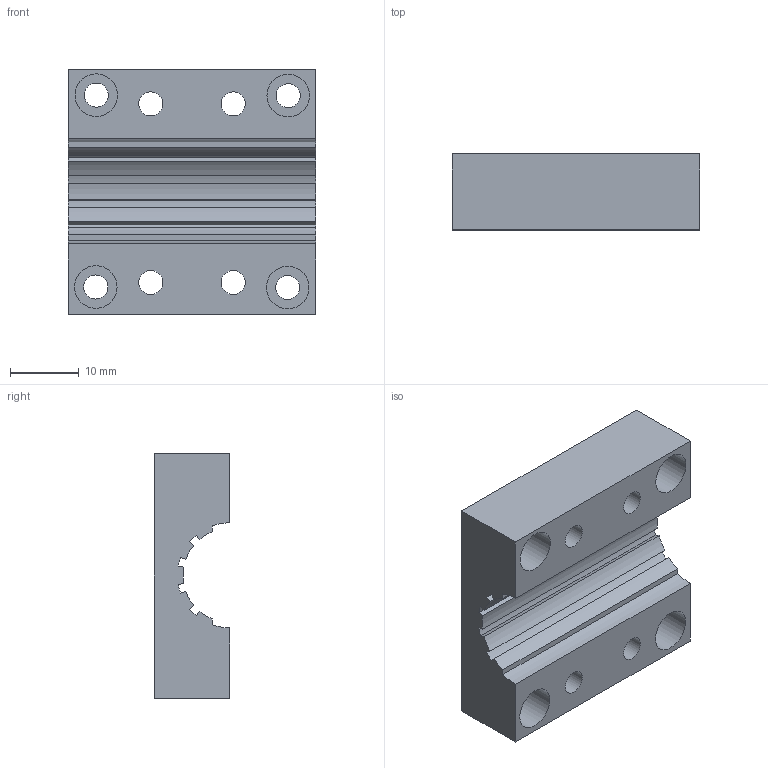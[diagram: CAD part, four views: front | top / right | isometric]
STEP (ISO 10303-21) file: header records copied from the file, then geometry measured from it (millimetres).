
FILE_DESCRIPTION(/* description */ ('','CAx-IF Rec.Pracs.---Representation and Presentation of Product Manufacturing Information (PMI)---4.0---2014-10-13'),/* implementation_level */ '2;1');
FILE_NAME(/* name */ 'Holding_adapter_15mm_v1 v6.step',/* time_stamp */ '2025-03-26T00:10:42+01:00',/* author */ (''),/* organization */ (''),/* preprocessor_version */ 'ST-DEVELOPER v20',/* originating_system */ 'Autodesk Translation Framework v13.20.0.188',/* authorisation */ '');
FILE_SCHEMA (('AP242_MANAGED_MODEL_BASED_3D_ENGINEERING_MIM_LF { 1 0 10303 442 1 1 4 }'));
Length unit declared in the file: millimetre
Products named in the file (2): Holding_adapter_15mm_v1; Component1
Assembly tree (1 placements, depth 2):
  Holding_adapter_15mm_v1
    Component1
Bounding box: 36 x 11.06 x 35.66 mm (x, y, z)
Volume: 9407.9 mm3; surface area: 5788.9 mm2
Topology: 1 solids, 1 shells, 72 faces, 186 edges, 124 vertices
Faces by surface type: plane 49, cylinder 23
Full cylindrical faces by diameter (mm): 3.5 x8, 6.2 x4
Entity records: 2295 total; most frequent: CARTESIAN_POINT 385, DIRECTION 382, ORIENTED_EDGE 372, EDGE_CURVE 186, LINE 140, VECTOR 140, VERTEX_POINT 124, AXIS2_PLACEMENT_3D 121
